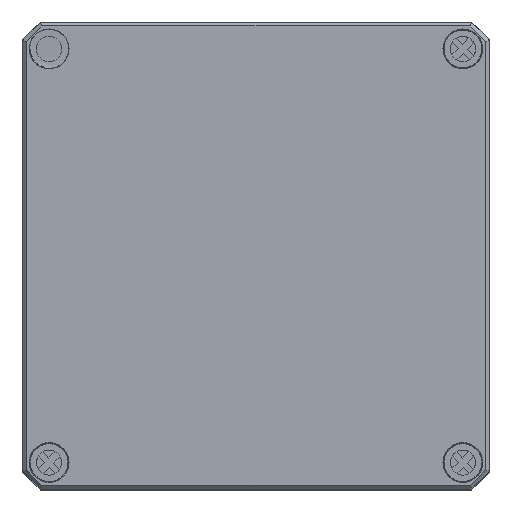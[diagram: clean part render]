
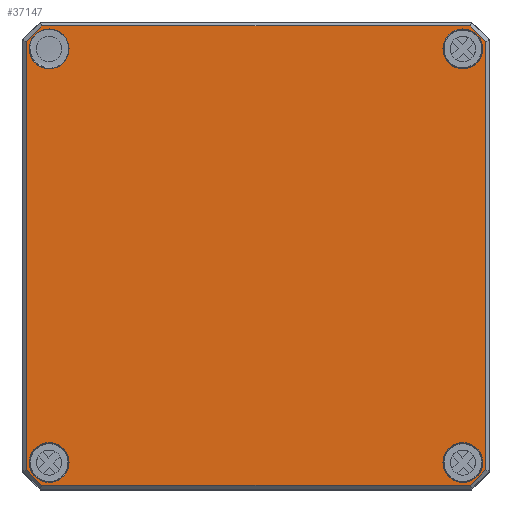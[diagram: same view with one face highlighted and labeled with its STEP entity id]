
A CAD part, top view. The second image highlights one B-rep face of the part: STEP entity #37147.
In plain terms, the highlighted planar face has unit normal (0, 0, 1).
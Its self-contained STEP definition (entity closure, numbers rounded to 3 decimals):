
#325=FACE_BOUND('',#11782,.T.);
#326=FACE_BOUND('',#11783,.T.);
#327=FACE_BOUND('',#11784,.T.);
#328=FACE_BOUND('',#11785,.T.);
#1053=PLANE('',#40152);
#3629=LINE('',#67455,#6414);
#3630=LINE('',#67457,#6415);
#3631=LINE('',#67459,#6416);
#3632=LINE('',#67461,#6417);
#3633=LINE('',#67463,#6418);
#3634=LINE('',#67465,#6419);
#3635=LINE('',#67467,#6420);
#3636=LINE('',#67468,#6421);
#6414=VECTOR('',#48145,10.);
#6415=VECTOR('',#48146,10.);
#6416=VECTOR('',#48147,10.);
#6417=VECTOR('',#48148,10.);
#6418=VECTOR('',#48149,10.);
#6419=VECTOR('',#48150,10.);
#6420=VECTOR('',#48151,10.);
#6421=VECTOR('',#48152,10.);
#9312=FACE_OUTER_BOUND('',#11781,.T.);
#11781=EDGE_LOOP('',(#32121,#32122,#32123,#32124,#32125,#32126,#32127,#32128));
#11782=EDGE_LOOP('',(#32129,#32130));
#11783=EDGE_LOOP('',(#32131,#32132));
#11784=EDGE_LOOP('',(#32133));
#11785=EDGE_LOOP('',(#32134));
#14425=CIRCLE('',#40147,5.53);
#14429=CIRCLE('',#40153,5.53);
#14430=CIRCLE('',#40154,5.53);
#14431=CIRCLE('',#40155,5.53);
#14432=CIRCLE('',#40156,5.53);
#14433=CIRCLE('',#40157,5.53);
#17721=VERTEX_POINT('',#67443);
#17724=VERTEX_POINT('',#67453);
#17725=VERTEX_POINT('',#67454);
#17726=VERTEX_POINT('',#67456);
#17727=VERTEX_POINT('',#67458);
#17728=VERTEX_POINT('',#67460);
#17729=VERTEX_POINT('',#67462);
#17730=VERTEX_POINT('',#67464);
#17731=VERTEX_POINT('',#67466);
#17732=VERTEX_POINT('',#67469);
#17733=VERTEX_POINT('',#67470);
#17734=VERTEX_POINT('',#67473);
#17735=VERTEX_POINT('',#67474);
#17736=VERTEX_POINT('',#67477);
#22599=EDGE_CURVE('',#17721,#17721,#14425,.T.);
#22604=EDGE_CURVE('',#17724,#17725,#3629,.T.);
#22605=EDGE_CURVE('',#17726,#17724,#3630,.T.);
#22606=EDGE_CURVE('',#17727,#17726,#3631,.T.);
#22607=EDGE_CURVE('',#17728,#17727,#3632,.T.);
#22608=EDGE_CURVE('',#17729,#17728,#3633,.T.);
#22609=EDGE_CURVE('',#17730,#17729,#3634,.T.);
#22610=EDGE_CURVE('',#17731,#17730,#3635,.T.);
#22611=EDGE_CURVE('',#17725,#17731,#3636,.T.);
#22612=EDGE_CURVE('',#17732,#17733,#14429,.T.);
#22613=EDGE_CURVE('',#17733,#17732,#14430,.T.);
#22614=EDGE_CURVE('',#17734,#17735,#14431,.T.);
#22615=EDGE_CURVE('',#17735,#17734,#14432,.T.);
#22616=EDGE_CURVE('',#17736,#17736,#14433,.T.);
#32121=ORIENTED_EDGE('',*,*,#22604,.F.);
#32122=ORIENTED_EDGE('',*,*,#22605,.F.);
#32123=ORIENTED_EDGE('',*,*,#22606,.F.);
#32124=ORIENTED_EDGE('',*,*,#22607,.F.);
#32125=ORIENTED_EDGE('',*,*,#22608,.F.);
#32126=ORIENTED_EDGE('',*,*,#22609,.F.);
#32127=ORIENTED_EDGE('',*,*,#22610,.F.);
#32128=ORIENTED_EDGE('',*,*,#22611,.F.);
#32129=ORIENTED_EDGE('',*,*,#22612,.F.);
#32130=ORIENTED_EDGE('',*,*,#22613,.F.);
#32131=ORIENTED_EDGE('',*,*,#22614,.F.);
#32132=ORIENTED_EDGE('',*,*,#22615,.F.);
#32133=ORIENTED_EDGE('',*,*,#22616,.F.);
#32134=ORIENTED_EDGE('',*,*,#22599,.F.);
#37147=ADVANCED_FACE('',(#9312,#325,#326,#327,#328),#1053,.T.);
#40147=AXIS2_PLACEMENT_3D('',#67444,#48132,#48133);
#40152=AXIS2_PLACEMENT_3D('',#67452,#48143,#48144);
#40153=AXIS2_PLACEMENT_3D('',#67471,#48153,#48154);
#40154=AXIS2_PLACEMENT_3D('',#67472,#48155,#48156);
#40155=AXIS2_PLACEMENT_3D('',#67475,#48157,#48158);
#40156=AXIS2_PLACEMENT_3D('',#67476,#48159,#48160);
#40157=AXIS2_PLACEMENT_3D('',#67478,#48161,#48162);
#48132=DIRECTION('center_axis',(0.,0.,1.));
#48133=DIRECTION('ref_axis',(-1.,0.,0.));
#48143=DIRECTION('center_axis',(0.,0.,1.));
#48144=DIRECTION('ref_axis',(1.,0.,0.));
#48145=DIRECTION('',(0.707,-0.707,0.));
#48146=DIRECTION('',(1.,0.,0.));
#48147=DIRECTION('',(0.707,0.707,0.));
#48148=DIRECTION('',(0.,1.,0.));
#48149=DIRECTION('',(-0.707,0.707,0.));
#48150=DIRECTION('',(-1.,0.,0.));
#48151=DIRECTION('',(-0.707,-0.707,0.));
#48152=DIRECTION('',(0.,-1.,0.));
#48153=DIRECTION('center_axis',(0.,0.,1.));
#48154=DIRECTION('ref_axis',(1.,0.,0.));
#48155=DIRECTION('center_axis',(0.,0.,1.));
#48156=DIRECTION('ref_axis',(1.,0.,0.));
#48157=DIRECTION('center_axis',(0.,0.,1.));
#48158=DIRECTION('ref_axis',(1.,0.,0.));
#48159=DIRECTION('center_axis',(0.,0.,1.));
#48160=DIRECTION('ref_axis',(1.,0.,0.));
#48161=DIRECTION('center_axis',(0.,0.,1.));
#48162=DIRECTION('ref_axis',(-1.,0.,0.));
#67443=CARTESIAN_POINT('',(-51.97,57.5,15.));
#67444=CARTESIAN_POINT('Origin',(-57.5,57.5,15.));
#67452=CARTESIAN_POINT('Origin',(0.,0.,
15.));
#67453=CARTESIAN_POINT('',(59.532,63.869,15.));
#67454=CARTESIAN_POINT('',(63.869,59.532,15.));
#67455=CARTESIAN_POINT('',(60.45,62.95,15.));
#67456=CARTESIAN_POINT('',(-59.532,63.869,15.));
#67457=CARTESIAN_POINT('',(-30.,63.869,15.));
#67458=CARTESIAN_POINT('',(-63.869,59.532,15.));
#67459=CARTESIAN_POINT('',(-62.95,60.45,15.));
#67460=CARTESIAN_POINT('',(-63.869,-59.532,15.));
#67461=CARTESIAN_POINT('',(-63.869,-30.,15.));
#67462=CARTESIAN_POINT('',(-59.532,-63.869,15.));
#67463=CARTESIAN_POINT('',(-60.45,-62.95,15.));
#67464=CARTESIAN_POINT('',(59.532,-63.869,15.));
#67465=CARTESIAN_POINT('',(30.,-63.869,15.));
#67466=CARTESIAN_POINT('',(63.869,-59.532,15.));
#67467=CARTESIAN_POINT('',(62.95,-60.45,15.));
#67468=CARTESIAN_POINT('',(63.869,30.,15.));
#67469=CARTESIAN_POINT('',(51.97,57.5,15.));
#67470=CARTESIAN_POINT('',(63.03,57.5,15.));
#67471=CARTESIAN_POINT('Origin',(57.5,57.5,15.));
#67472=CARTESIAN_POINT('Origin',(57.5,57.5,15.));
#67473=CARTESIAN_POINT('',(51.97,-57.5,15.));
#67474=CARTESIAN_POINT('',(63.03,-57.5,15.));
#67475=CARTESIAN_POINT('Origin',(57.5,-57.5,15.));
#67476=CARTESIAN_POINT('Origin',(57.5,-57.5,15.));
#67477=CARTESIAN_POINT('',(-51.97,-57.5,15.));
#67478=CARTESIAN_POINT('Origin',(-57.5,-57.5,15.));
